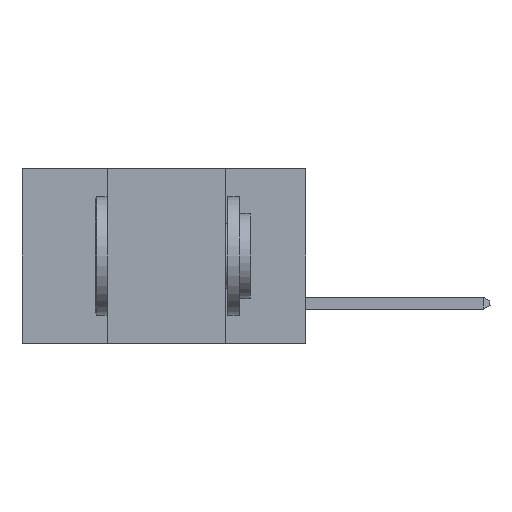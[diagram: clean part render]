
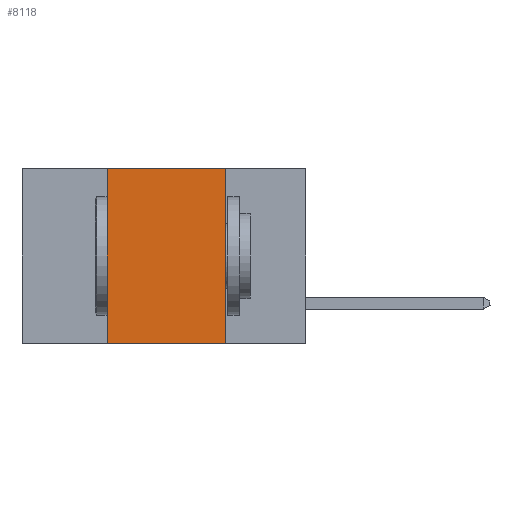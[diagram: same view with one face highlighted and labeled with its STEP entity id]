
A CAD part, left-side view. The second image highlights one B-rep face of the part: STEP entity #8118.
In plain terms, the highlighted planar face has unit normal (-1, 0, 0).
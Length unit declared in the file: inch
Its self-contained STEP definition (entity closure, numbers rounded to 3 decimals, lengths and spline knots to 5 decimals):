
#889 = DIRECTION ( 'NONE',  ( 0., -1., 0. ) ) ;
#1306 = AXIS2_PLACEMENT_3D ( 'NONE', #6215, #8565, #1621 ) ;
#1332 = VECTOR ( 'NONE', #3178, 39.37008 ) ;
#1381 = EDGE_LOOP ( 'NONE', ( #5535, #3847, #6434, #8222 ) ) ;
#1621 = DIRECTION ( 'NONE',  ( 0., 0., -1. ) ) ;
#1660 = LINE ( 'NONE', #8709, #8145 ) ;
#2042 = CARTESIAN_POINT ( 'NONE',  ( 0., 0.6, -0.37 ) ) ;
#2225 = VECTOR ( 'NONE', #5862, 39.37008 ) ;
#2795 = FACE_OUTER_BOUND ( 'NONE', #1381, .T. ) ;
#3081 = CARTESIAN_POINT ( 'NONE',  ( 0., 0.42, 0. ) ) ;
#3178 = DIRECTION ( 'NONE',  ( 0., 0., 1. ) ) ;
#3202 = VERTEX_POINT ( 'NONE', #3525 ) ;
#3525 = CARTESIAN_POINT ( 'NONE',  ( 0., 0.42, -0.37 ) ) ;
#3847 = ORIENTED_EDGE ( 'NONE', *, *, #7190, .F. ) ;
#5151 = DIRECTION ( 'NONE',  ( 0., 0., -1. ) ) ;
#5190 = VECTOR ( 'NONE', #889, 39.37008 ) ;
#5535 = ORIENTED_EDGE ( 'NONE', *, *, #9662, .F. ) ;
#5709 = CARTESIAN_POINT ( 'NONE',  ( 0., 0.17, 0. ) ) ;
#5862 = DIRECTION ( 'NONE',  ( 0., -1., 0. ) ) ;
#5866 = VERTEX_POINT ( 'NONE', #7524 ) ;
#5953 = EDGE_CURVE ( 'NONE', #3202, #5866, #9789, .T. ) ;
#6215 = CARTESIAN_POINT ( 'NONE',  ( 0., 0.6, 0. ) ) ;
#6434 = ORIENTED_EDGE ( 'NONE', *, *, #7932, .F. ) ;
#6902 = VERTEX_POINT ( 'NONE', #9236 ) ;
#7190 = EDGE_CURVE ( 'NONE', #6902, #7510, #9278, .T. ) ;
#7510 = VERTEX_POINT ( 'NONE', #5709 ) ;
#7524 = CARTESIAN_POINT ( 'NONE',  ( 0., 0.17, -0.37 ) ) ;
#7802 = PLANE ( 'NONE',  #1306 ) ;
#7932 = EDGE_CURVE ( 'NONE', #3202, #6902, #8184, .T. ) ;
#8118 = ADVANCED_FACE ( 'NONE', ( #2795 ), #7802, .F. ) ;
#8145 = VECTOR ( 'NONE', #5151, 39.37008 ) ;
#8184 = LINE ( 'NONE', #3081, #1332 ) ;
#8222 = ORIENTED_EDGE ( 'NONE', *, *, #5953, .T. ) ;
#8565 = DIRECTION ( 'NONE',  ( 1., 0., 0. ) ) ;
#8709 = CARTESIAN_POINT ( 'NONE',  ( 0., 0.17, 0. ) ) ;
#9236 = CARTESIAN_POINT ( 'NONE',  ( 0., 0.42, 0. ) ) ;
#9278 = LINE ( 'NONE', #9308, #5190 ) ;
#9308 = CARTESIAN_POINT ( 'NONE',  ( 0., 0.6, 0. ) ) ;
#9662 = EDGE_CURVE ( 'NONE', #7510, #5866, #1660, .T. ) ;
#9789 = LINE ( 'NONE', #2042, #2225 ) ;
